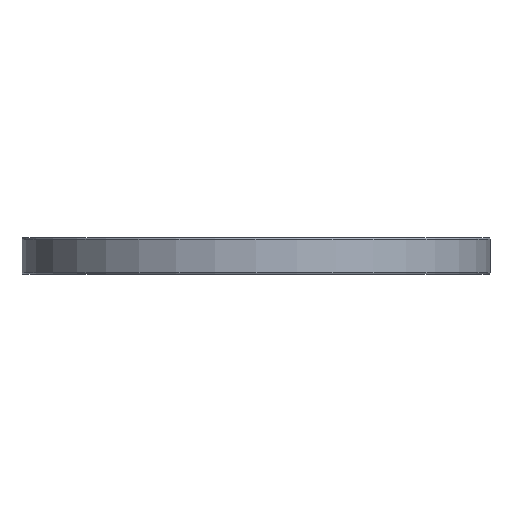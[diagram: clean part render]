
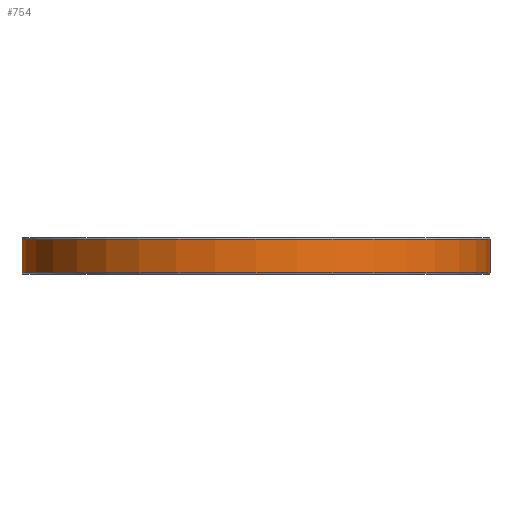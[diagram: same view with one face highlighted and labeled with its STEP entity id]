
A CAD part, front view. The second image highlights one B-rep face of the part: STEP entity #754.
In plain terms, the highlighted cylindrical face has radius 172.5 mm (diameter 345 mm), a partial arc.
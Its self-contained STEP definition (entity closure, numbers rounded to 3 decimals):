
#17 = CARTESIAN_POINT ( 'NONE',  ( -172.5, 0., 1. ) ) ;
#93 = ORIENTED_EDGE ( 'NONE', *, *, #211, .T. ) ;
#159 = VECTOR ( 'NONE', #1843, 1000. ) ;
#176 = EDGE_CURVE ( 'NONE', #1820, #908, #1137, .T. ) ;
#211 = EDGE_CURVE ( 'NONE', #1820, #956, #1861, .T. ) ;
#241 = CIRCLE ( 'NONE', #1379, 172.5 ) ;
#244 = CYLINDRICAL_SURFACE ( 'NONE', #824, 172.5 ) ;
#348 = ORIENTED_EDGE ( 'NONE', *, *, #898, .T. ) ;
#535 = CARTESIAN_POINT ( 'NONE',  ( 172.5, 0., 27. ) ) ;
#565 = DIRECTION ( 'NONE',  ( -1., 0., 0. ) ) ;
#629 = CARTESIAN_POINT ( 'NONE',  ( 0., 0., 1. ) ) ;
#636 = CARTESIAN_POINT ( 'NONE',  ( 172.5, 0., 26. ) ) ;
#707 = FACE_OUTER_BOUND ( 'NONE', #1757, .T. ) ;
#744 = DIRECTION ( 'NONE',  ( 0., 0., -1. ) ) ;
#754 = ADVANCED_FACE ( 'NONE', ( #707 ), #244, .T. ) ;
#824 = AXIS2_PLACEMENT_3D ( 'NONE', #1552, #1874, #565 ) ;
#855 = DIRECTION ( 'NONE',  ( 1., 0., 0. ) ) ;
#898 = EDGE_CURVE ( 'NONE', #956, #1708, #1034, .T. ) ;
#903 = CARTESIAN_POINT ( 'NONE',  ( 172.5, 0., 1. ) ) ;
#908 = VERTEX_POINT ( 'NONE', #903 ) ;
#911 = CARTESIAN_POINT ( 'NONE',  ( -172.5, 0., 26. ) ) ;
#956 = VERTEX_POINT ( 'NONE', #911 ) ;
#1028 = EDGE_CURVE ( 'NONE', #1708, #908, #241, .T. ) ;
#1034 = LINE ( 'NONE', #1168, #1107 ) ;
#1107 = VECTOR ( 'NONE', #744, 1000. ) ;
#1137 = LINE ( 'NONE', #535, #159 ) ;
#1168 = CARTESIAN_POINT ( 'NONE',  ( -172.5, 0., 27. ) ) ;
#1234 = AXIS2_PLACEMENT_3D ( 'NONE', #1263, #1579, #855 ) ;
#1263 = CARTESIAN_POINT ( 'NONE',  ( 0., 0., 26. ) ) ;
#1372 = DIRECTION ( 'NONE',  ( 0., 0., 1. ) ) ;
#1379 = AXIS2_PLACEMENT_3D ( 'NONE', #629, #1372, #1847 ) ;
#1479 = ORIENTED_EDGE ( 'NONE', *, *, #1028, .T. ) ;
#1552 = CARTESIAN_POINT ( 'NONE',  ( 0., 0., 27. ) ) ;
#1579 = DIRECTION ( 'NONE',  ( 0., 0., -1. ) ) ;
#1708 = VERTEX_POINT ( 'NONE', #17 ) ;
#1757 = EDGE_LOOP ( 'NONE', ( #1826, #93, #348, #1479 ) ) ;
#1820 = VERTEX_POINT ( 'NONE', #636 ) ;
#1826 = ORIENTED_EDGE ( 'NONE', *, *, #176, .F. ) ;
#1843 = DIRECTION ( 'NONE',  ( 0., 0., -1. ) ) ;
#1847 = DIRECTION ( 'NONE',  ( 1., 0., 0. ) ) ;
#1861 = CIRCLE ( 'NONE', #1234, 172.5 ) ;
#1874 = DIRECTION ( 'NONE',  ( 0., 0., -1. ) ) ;
